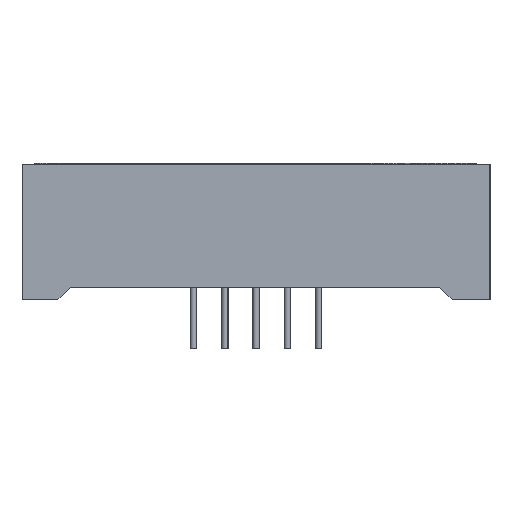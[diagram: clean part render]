
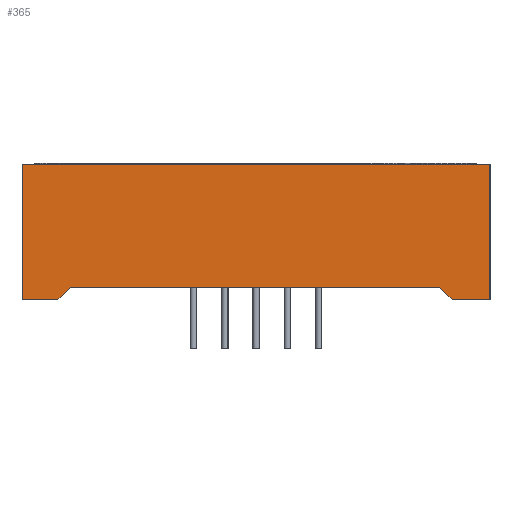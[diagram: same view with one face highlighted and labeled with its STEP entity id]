
A CAD part, left-side view. The second image highlights one B-rep face of the part: STEP entity #365.
In plain terms, the highlighted planar face has unit normal (-1, 0, 0).
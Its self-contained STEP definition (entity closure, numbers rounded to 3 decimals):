
#12=DIRECTION('',(0.,0.,1.));
#43=VECTOR('',#12,1.);
#154=VERTEX_POINT('',#155);
#155=CARTESIAN_POINT('',(-3.87,10.,1.));
#156=ORIENTED_EDGE('',*,*,#157,.F.);
#157=EDGE_CURVE('',#158,#154,#160,.T.);
#158=VERTEX_POINT('',#159);
#159=CARTESIAN_POINT('',(-3.87,-20.,1.));
#160=LINE('',#161,#162);
#161=CARTESIAN_POINT('',(-3.87,-6.54,1.));
#162=VECTOR('',#163,1.);
#163=DIRECTION('',(0.,1.,0.));
#257=DIRECTION('',(-1.,0.,0.));
#340=ORIENTED_EDGE('',*,*,#341,.F.);
#341=EDGE_CURVE('',#342,#158,#344,.T.);
#342=VERTEX_POINT('',#343);
#343=CARTESIAN_POINT('',(-3.87,-21.,0.));
#344=LINE('',#345,#346);
#345=CARTESIAN_POINT('',(-3.87,-21.52,-0.52));
#346=VECTOR('',#347,1.);
#347=DIRECTION('',(0.,0.707,0.707));
#365=ADVANCED_FACE('',(#366),#398,.T.);
#366=FACE_BOUND('',#367,.T.);
#367=EDGE_LOOP('',(#368,#373,#378,#383,#388,#392,#156,#340));
#368=ORIENTED_EDGE('',*,*,#369,.F.);
#369=EDGE_CURVE('',#370,#342,#372,.T.);
#370=VERTEX_POINT('',#371);
#371=CARTESIAN_POINT('',(-3.87,-24.08,0.));
#372=LINE('',#371,#162);
#373=ORIENTED_EDGE('',*,*,#374,.T.);
#374=EDGE_CURVE('',#370,#375,#377,.T.);
#375=VERTEX_POINT('',#376);
#376=CARTESIAN_POINT('',(-3.87,-24.08,11.));
#377=LINE('',#371,#43);
#378=ORIENTED_EDGE('',*,*,#379,.T.);
#379=EDGE_CURVE('',#375,#380,#382,.T.);
#380=VERTEX_POINT('',#381);
#381=CARTESIAN_POINT('',(-3.87,13.92,11.));
#382=LINE('',#376,#162);
#383=ORIENTED_EDGE('',*,*,#384,.F.);
#384=EDGE_CURVE('',#385,#380,#387,.T.);
#385=VERTEX_POINT('',#386);
#386=CARTESIAN_POINT('',(-3.87,13.92,0.));
#387=LINE('',#386,#43);
#388=ORIENTED_EDGE('',*,*,#389,.F.);
#389=EDGE_CURVE('',#390,#385,#372,.T.);
#390=VERTEX_POINT('',#391);
#391=CARTESIAN_POINT('',(-3.87,11.,0.));
#392=ORIENTED_EDGE('',*,*,#393,.F.);
#393=EDGE_CURVE('',#154,#390,#394,.T.);
#394=LINE('',#395,#396);
#395=CARTESIAN_POINT('',(-3.87,1.98,9.02));
#396=VECTOR('',#397,1.);
#397=DIRECTION('',(0.,0.707,-0.707));
#398=PLANE('',#399);
#399=AXIS2_PLACEMENT_3D('',#371,#257,#163);
